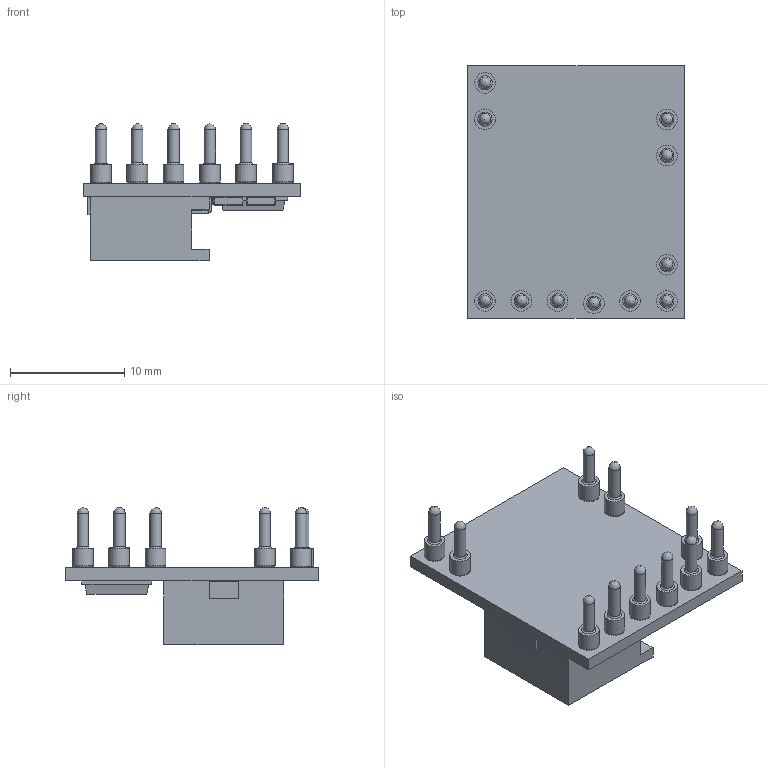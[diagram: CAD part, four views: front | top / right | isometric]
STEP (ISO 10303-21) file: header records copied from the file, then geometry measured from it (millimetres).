
FILE_DESCRIPTION(/* description */ (''),/* implementation_level */ '2;1');
FILE_NAME(/* name */ 'PTH08T220_ TH_WAD.stp',/* time_stamp */ '2019-11-13T12:18:48-06:00',/* author */ ('a0796218'),/* organization */ (''),/* preprocessor_version */ 'ST-DEVELOPER v16.5',/* originating_system */ 'Autodesk Inventor 2017',/* authorisation */ ', , ');
FILE_SCHEMA (('AUTOMOTIVE_DESIGN { 1 0 10303 214 3 1 1 }'));
Length unit declared in the file: millimetre
Products named in the file (10): PTH08T220_ TH_WAD; ~~XFMR; XFMRLEG; XFMRLEG2; ~~BASE; PTH08T220_PCB; 1210_C; ~BODY; SIDE; PIN
Assembly tree (25 placements, depth 3):
  PTH08T220_ TH_WAD
    ~~XFMR
    XFMRLEG
    XFMRLEG2  x2
    ~~BASE  x2
    PTH08T220_PCB
    1210_C  x4
      ~BODY
      SIDE
    PIN  x11
Bounding box: 18.93 x 22.09 x 12.01 mm (x, y, z)
Volume: 1201.5 mm3; surface area: 2082.2 mm2
Topology: 30 solids, 30 shells, 446 faces, 1002 edges, 565 vertices
Faces by surface type: plane 167, cylinder 160, sphere 64, torus 33, bspline 11, cone 11
Full cylindrical faces by diameter (mm): 0.9 x11, 0.991 x22, 1.805 x11
Entity records: 3174 total; most frequent: DIRECTION 546, CARTESIAN_POINT 510, ORIENTED_EDGE 410, AXIS2_PLACEMENT_3D 206, EDGE_CURVE 205, EDGE_LOOP 145, VERTEX_POINT 140, LINE 134
